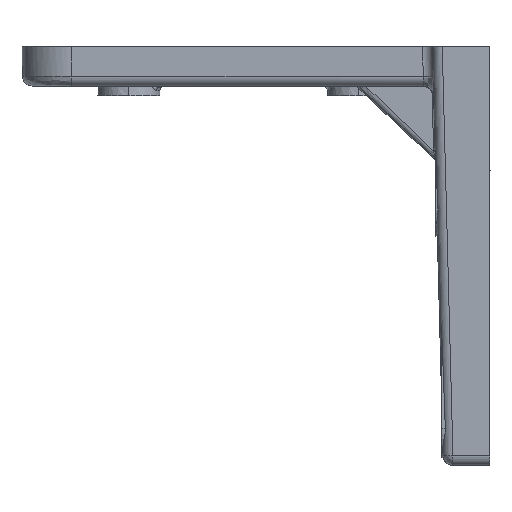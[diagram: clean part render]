
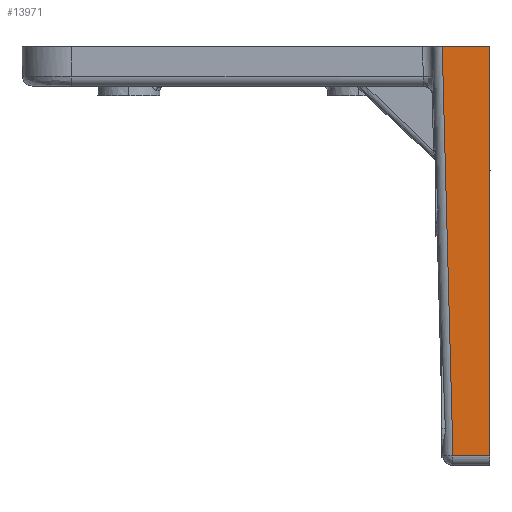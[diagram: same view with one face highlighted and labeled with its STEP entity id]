
A CAD part, left-side view. The second image highlights one B-rep face of the part: STEP entity #13971.
In plain terms, the highlighted planar face has unit normal (-1, 0, -0.012).
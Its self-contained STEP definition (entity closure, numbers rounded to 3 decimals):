
#128 = CARTESIAN_POINT ( 'NONE',  ( -52.519, 9.7, 0. ) ) ;
#719 = CARTESIAN_POINT ( 'NONE',  ( -52., 14.674, -42.5 ) ) ;
#745 = LINE ( 'NONE', #128, #18646 ) ;
#845 = LINE ( 'NONE', #3939, #24504 ) ;
#927 = CARTESIAN_POINT ( 'NONE',  ( -51.505, 7.526, -83.024 ) ) ;
#1781 = EDGE_CURVE ( 'NONE', #7321, #24382, #6298, .T. ) ;
#3134 = CARTESIAN_POINT ( 'NONE',  ( -51.505, 0., -83.024 ) ) ;
#3140 = CARTESIAN_POINT ( 'NONE',  ( -52.519, 0., 0. ) ) ;
#3472 = DIRECTION ( 'NONE',  ( 0., -1., 0. ) ) ;
#3939 = CARTESIAN_POINT ( 'NONE',  ( -52.519, 0., 0. ) ) ;
#4134 = CARTESIAN_POINT ( 'NONE',  ( -52.519, 9.7, 0. ) ) ;
#4736 = EDGE_CURVE ( 'NONE', #7819, #7321, #845, .T. ) ;
#6226 = DIRECTION ( 'NONE',  ( 0., -1., 0. ) ) ;
#6298 = LINE ( 'NONE', #3140, #12416 ) ;
#7194 = DIRECTION ( 'NONE',  ( 0.012, -0.026, -1. ) ) ;
#7321 = VERTEX_POINT ( 'NONE', #20217 ) ;
#7819 = VERTEX_POINT ( 'NONE', #4134 ) ;
#8059 = EDGE_CURVE ( 'NONE', #11910, #24382, #13035, .T. ) ;
#8143 = CARTESIAN_POINT ( 'NONE',  ( -51.505, 14.674, -83.024 ) ) ;
#9793 = VECTOR ( 'NONE', #3472, 1000. ) ;
#10168 = PLANE ( 'NONE',  #19205 ) ;
#10997 = ORIENTED_EDGE ( 'NONE', *, *, #4736, .F. ) ;
#11910 = VERTEX_POINT ( 'NONE', #927 ) ;
#12416 = VECTOR ( 'NONE', #14723, 1000. ) ;
#12486 = DIRECTION ( 'NONE',  ( -0.012, 0., 1. ) ) ;
#13035 = LINE ( 'NONE', #8143, #9793 ) ;
#13971 = ADVANCED_FACE ( 'NONE', ( #15864 ), #10168, .T. ) ;
#14723 = DIRECTION ( 'NONE',  ( 0.012, 0., -1. ) ) ;
#15864 = FACE_OUTER_BOUND ( 'NONE', #20309, .T. ) ;
#17035 = ORIENTED_EDGE ( 'NONE', *, *, #20364, .T. ) ;
#17970 = ORIENTED_EDGE ( 'NONE', *, *, #1781, .F. ) ;
#18646 = VECTOR ( 'NONE', #7194, 1000. ) ;
#19205 = AXIS2_PLACEMENT_3D ( 'NONE', #719, #26255, #12486 ) ;
#20217 = CARTESIAN_POINT ( 'NONE',  ( -52.519, 0., 0. ) ) ;
#20309 = EDGE_LOOP ( 'NONE', ( #17035, #21865, #17970, #10997 ) ) ;
#20364 = EDGE_CURVE ( 'NONE', #7819, #11910, #745, .T. ) ;
#21865 = ORIENTED_EDGE ( 'NONE', *, *, #8059, .T. ) ;
#24382 = VERTEX_POINT ( 'NONE', #3134 ) ;
#24504 = VECTOR ( 'NONE', #6226, 1000. ) ;
#26255 = DIRECTION ( 'NONE',  ( -1., 0., -0.012 ) ) ;
